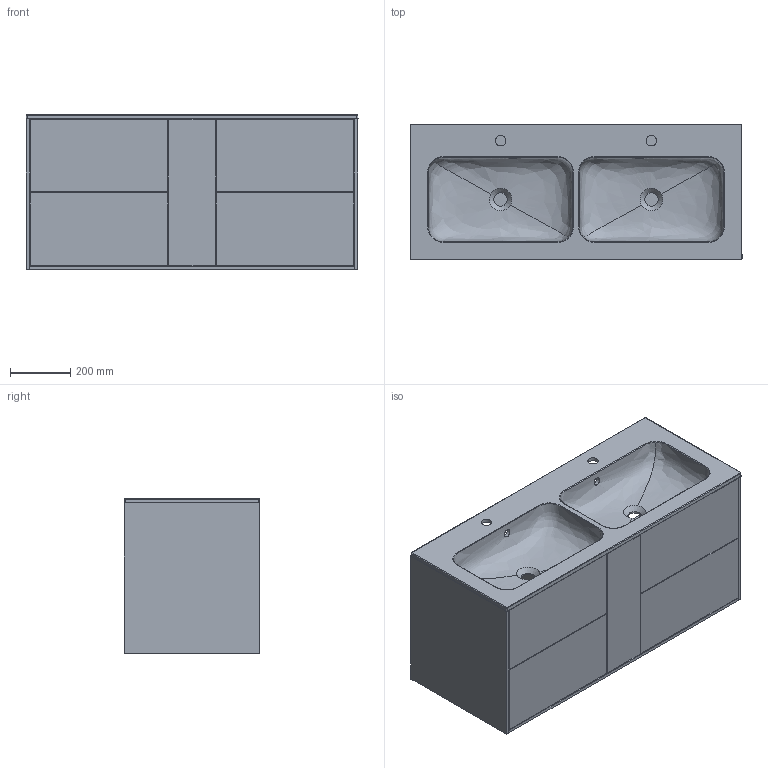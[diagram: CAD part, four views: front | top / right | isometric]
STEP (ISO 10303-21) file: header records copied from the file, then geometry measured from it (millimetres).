
FILE_DESCRIPTION(/* description */ (''),/* implementation_level */ '2;1');
FILE_NAME(/* name */ 'Della 1100-2.stp',/* time_stamp */ '2025-10-15T10:58:20+03:00',/* author */ ('ya'),/* organization */ (''),/* preprocessor_version */ 'ST-DEVELOPER v18.1',/* originating_system */ 'Autodesk Inventor 2022',/* authorisation */ '');
FILE_SCHEMA (('AUTOMOTIVE_DESIGN { 1 0 10303 214 3 1 1 }'));
Products named in the file (4): Della 1100-2; Della 1100D; SPASE_della 1100-2; чехол 88
Assembly tree (4 placements, depth 2):
  Della 1100-2
    Della 1100D
    SPASE_della 1100-2
    чехол 88  x2
Bounding box: 1100.98 x 450.73 x 514 mm (x, y, z)
Volume: 67444511.5 mm3; surface area: 9831280.1 mm2
Topology: 49 solids, 49 shells, 504 faces, 1164 edges, 758 vertices
Faces by surface type: plane 367, bspline 69, cylinder 54, sphere 10, cone 4
Full cylindrical faces by diameter (mm): 6 x8, 25 x2, 35 x2, 45 x2
Entity records: 70545 total; most frequent: CARTESIAN_POINT 60031, ORIENTED_EDGE 2176, DIRECTION 1910, EDGE_CURVE 1088, LINE 782, VECTOR 782, VERTEX_POINT 714, AXIS2_PLACEMENT_3D 564
